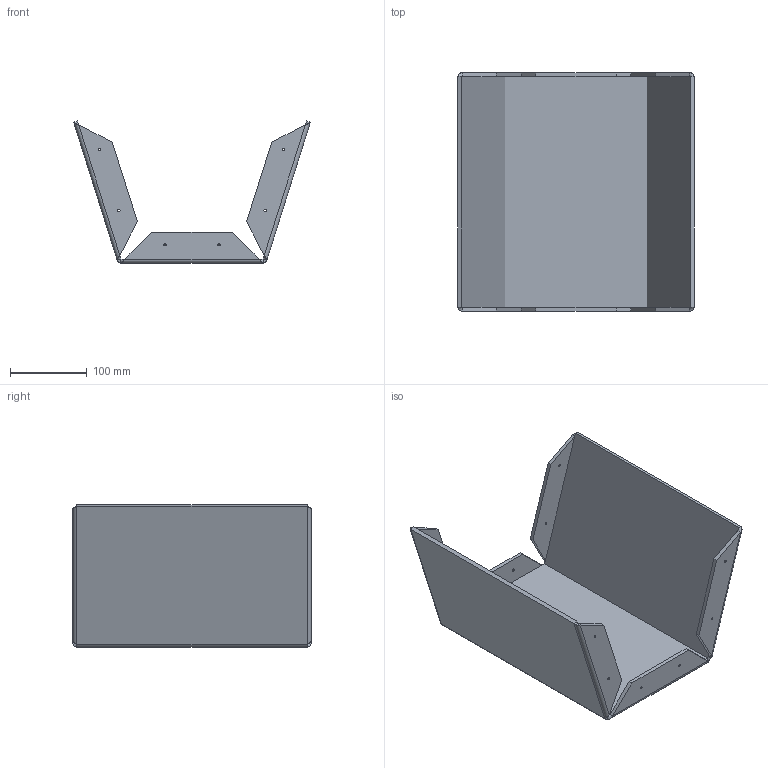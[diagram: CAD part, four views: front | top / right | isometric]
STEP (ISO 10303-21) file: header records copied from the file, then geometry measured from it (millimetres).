
FILE_DESCRIPTION((''),'2;1');
FILE_NAME('CS3','2017-05-22T',('salasloc'),(''),'CREO PARAMETRIC BY PTC INC, 2015080','CREO PARAMETRIC BY PTC INC, 2015080','');
FILE_SCHEMA(('CONFIG_CONTROL_DESIGN'));
Length unit declared in the file: millimetre
Products named in the file (1): CS3
Bounding box: 307.47 x 310 x 184.62 mm (x, y, z)
Volume: 1021740.8 mm3; surface area: 418905.5 mm2
Topology: 1 solids, 1 shells, 86 faces, 200 edges, 116 vertices
Faces by surface type: plane 42, cylinder 32, bspline 12
Entity records: 2958 total; most frequent: CARTESIAN_POINT 954, ORIENTED_EDGE 400, DIRECTION 388, EDGE_CURVE 200, VECTOR 136, LINE 136, AXIS2_PLACEMENT_3D 126, VERTEX_POINT 116
